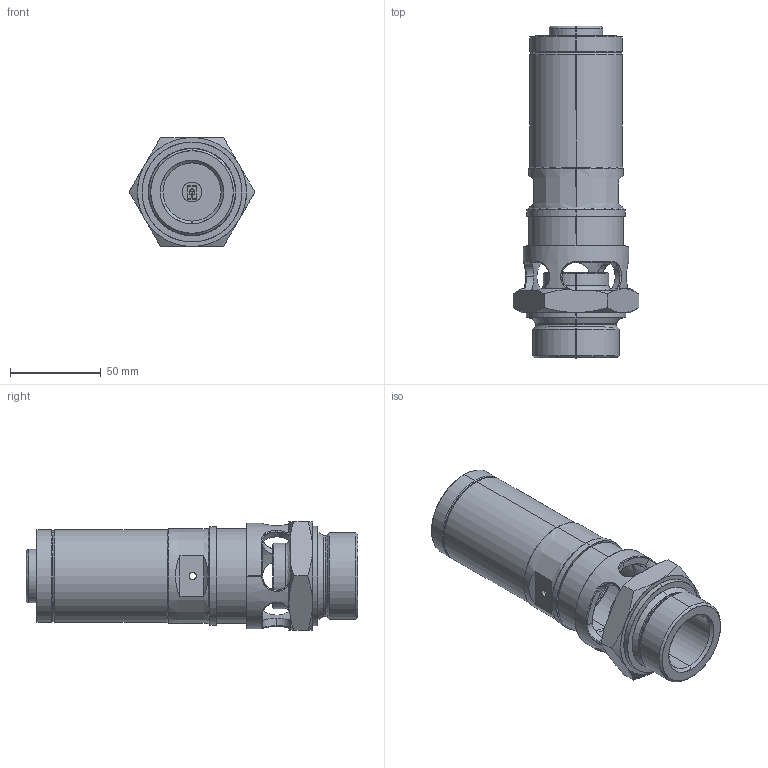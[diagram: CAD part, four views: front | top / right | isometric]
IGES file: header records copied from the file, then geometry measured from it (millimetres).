
Start section: SolidWorks IGES file using analytic representation for surfaces
Global section: file name: 810sGK_40_M_40.IGS; native system: SolidWorks 2018; preprocessor: SolidWorks 2018; author: Hehr; date: 200219.142055; units: millimetre
Bounding box: 69.28 x 182.73 x 60 mm (x, y, z)
Surface area: 67951.3 mm2 (no closed solid volume)
Topology: 0 solids, 0 shells, 268 faces, 5012 edges, 5010 vertices
Faces by surface type: revolution 164, bspline 104
